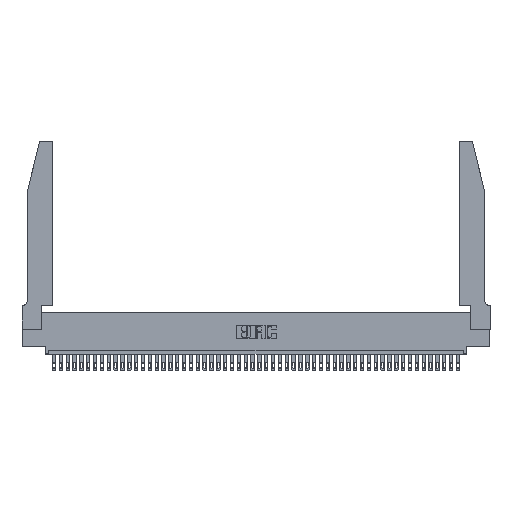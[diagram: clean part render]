
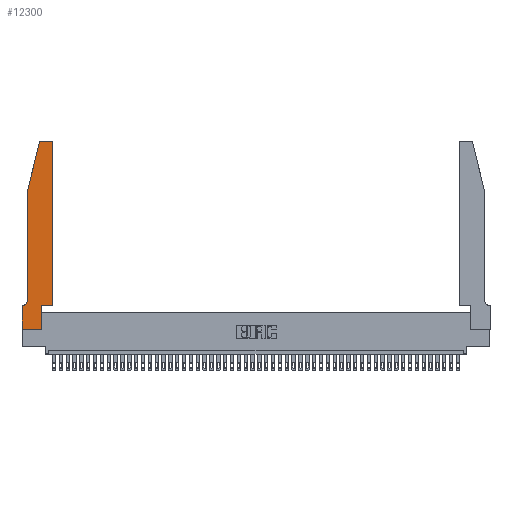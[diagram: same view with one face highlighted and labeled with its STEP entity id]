
A CAD part, top view. The second image highlights one B-rep face of the part: STEP entity #12300.
In plain terms, the highlighted planar face has unit normal (0, 0, 1).
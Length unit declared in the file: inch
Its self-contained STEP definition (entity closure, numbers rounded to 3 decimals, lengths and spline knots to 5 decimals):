
#125 = EDGE_CURVE ( 'NONE', #4628, #35345, #14053, .T. ) ;
#759 = ORIENTED_EDGE ( 'NONE', *, *, #28966, .T. ) ;
#825 = VECTOR ( 'NONE', #10967, 39.37008 ) ;
#1260 = DIRECTION ( 'NONE',  ( -1., 0., 0. ) ) ;
#2366 = ORIENTED_EDGE ( 'NONE', *, *, #11802, .T. ) ;
#3365 = VERTEX_POINT ( 'NONE', #3591 ) ;
#3591 = CARTESIAN_POINT ( 'NONE',  ( 0.0755, 2., 0.37 ) ) ;
#4628 = VERTEX_POINT ( 'NONE', #38677 ) ;
#5007 = AXIS2_PLACEMENT_3D ( 'NONE', #16726, #39336, #17683 ) ;
#5123 = VERTEX_POINT ( 'NONE', #37848 ) ;
#5401 = CARTESIAN_POINT ( 'NONE',  ( 0.4505, 0.35, 0.37 ) ) ;
#5567 = VECTOR ( 'NONE', #33437, 39.37008 ) ;
#5794 = CIRCLE ( 'NONE', #12650, 0.07 ) ;
#6382 = CARTESIAN_POINT ( 'NONE',  ( 0.4505, 0.35, 0.37 ) ) ;
#7684 = CARTESIAN_POINT ( 'NONE',  ( 0.0755, 0.35, 0.37 ) ) ;
#8342 = CARTESIAN_POINT ( 'NONE',  ( 0.2605, 2.75, 0.37 ) ) ;
#9095 = AXIS2_PLACEMENT_3D ( 'NONE', #16464, #38442, #42129 ) ;
#9521 = VERTEX_POINT ( 'NONE', #34169 ) ;
#10584 = DIRECTION ( 'NONE',  ( 0., 0., -1. ) ) ;
#10967 = DIRECTION ( 'NONE',  ( 0., 1., 0. ) ) ;
#11719 = CARTESIAN_POINT ( 'NONE',  ( 0., 0., 0.37 ) ) ;
#11802 = EDGE_CURVE ( 'NONE', #5123, #3365, #32468, .T. ) ;
#12044 = CARTESIAN_POINT ( 'NONE',  ( 0.4505, 0.35, 0.37 ) ) ;
#12300 = ADVANCED_FACE ( 'NONE', ( #16355 ), #21464, .T. ) ;
#12350 = CARTESIAN_POINT ( 'NONE',  ( 0.4505, 2.72, 0.37 ) ) ;
#12650 = AXIS2_PLACEMENT_3D ( 'NONE', #32512, #10584, #36217 ) ;
#12688 = ORIENTED_EDGE ( 'NONE', *, *, #33968, .T. ) ;
#13232 = CIRCLE ( 'NONE', #5007, 0.03 ) ;
#13481 = VECTOR ( 'NONE', #15000, 39.37008 ) ;
#14053 = LINE ( 'NONE', #7684, #13481 ) ;
#15000 = DIRECTION ( 'NONE',  ( -1., 0., 0. ) ) ;
#15094 = CARTESIAN_POINT ( 'NONE',  ( 0.2865, 0.35, 0.37 ) ) ;
#16355 = FACE_OUTER_BOUND ( 'NONE', #36871, .T. ) ;
#16464 = CARTESIAN_POINT ( 'NONE',  ( 0.284, 2.72, 0.37 ) ) ;
#16593 = CARTESIAN_POINT ( 'NONE',  ( 0.2865, 0.35, 0.37 ) ) ;
#16726 = CARTESIAN_POINT ( 'NONE',  ( 0.4205, 2.72, 0.37 ) ) ;
#17208 = EDGE_CURVE ( 'NONE', #26347, #43960, #24804, .T. ) ;
#17289 = CARTESIAN_POINT ( 'NONE',  ( 0.0755, 2., 0.37 ) ) ;
#17293 = LINE ( 'NONE', #35536, #28233 ) ;
#17683 = DIRECTION ( 'NONE',  ( 1., 0., 0. ) ) ;
#18039 = ORIENTED_EDGE ( 'NONE', *, *, #21966, .T. ) ;
#18778 = CARTESIAN_POINT ( 'NONE',  ( 0.0755, 2., 0.37 ) ) ;
#18939 = DIRECTION ( 'NONE',  ( 1., 0., 0. ) ) ;
#19403 = VECTOR ( 'NONE', #1260, 39.37008 ) ;
#19947 = DIRECTION ( 'NONE',  ( 0., 1., 0. ) ) ;
#20471 = ORIENTED_EDGE ( 'NONE', *, *, #125, .T. ) ;
#21076 = CARTESIAN_POINT ( 'NONE',  ( 0., 0.35, 0.37 ) ) ;
#21159 = EDGE_CURVE ( 'NONE', #30386, #33560, #13232, .T. ) ;
#21384 = ORIENTED_EDGE ( 'NONE', *, *, #42569, .T. ) ;
#21464 = PLANE ( 'NONE',  #36322 ) ;
#21745 = VERTEX_POINT ( 'NONE', #11719 ) ;
#21921 = CARTESIAN_POINT ( 'NONE',  ( 0., 0.35, 0.37 ) ) ;
#21966 = EDGE_CURVE ( 'NONE', #33560, #25341, #42403, .T. ) ;
#23781 = ORIENTED_EDGE ( 'NONE', *, *, #23801, .T. ) ;
#23801 = EDGE_CURVE ( 'NONE', #25341, #5123, #30163, .T. ) ;
#24138 = LINE ( 'NONE', #5401, #30406 ) ;
#24804 = LINE ( 'NONE', #12044, #30464 ) ;
#25290 = DIRECTION ( 'NONE',  ( 0., 0., 1. ) ) ;
#25341 = VERTEX_POINT ( 'NONE', #45446 ) ;
#26331 = ORIENTED_EDGE ( 'NONE', *, *, #42153, .T. ) ;
#26347 = VERTEX_POINT ( 'NONE', #16593 ) ;
#26478 = CARTESIAN_POINT ( 'NONE',  ( 0., 0., 0.37 ) ) ;
#28233 = VECTOR ( 'NONE', #36015, 39.37008 ) ;
#28312 = ORIENTED_EDGE ( 'NONE', *, *, #17208, .T. ) ;
#28571 = VECTOR ( 'NONE', #37577, 39.37008 ) ;
#28827 = CARTESIAN_POINT ( 'NONE',  ( 0.4205, 2.75, 0.37 ) ) ;
#28966 = EDGE_CURVE ( 'NONE', #21745, #31488, #39465, .T. ) ;
#29469 = DIRECTION ( 'NONE',  ( 1., 0., 0. ) ) ;
#30163 = CIRCLE ( 'NONE', #9095, 0.03 ) ;
#30386 = VERTEX_POINT ( 'NONE', #12350 ) ;
#30406 = VECTOR ( 'NONE', #19947, 39.37008 ) ;
#30464 = VECTOR ( 'NONE', #18939, 39.37008 ) ;
#31132 = ORIENTED_EDGE ( 'NONE', *, *, #35269, .T. ) ;
#31488 = VERTEX_POINT ( 'NONE', #31643 ) ;
#31643 = CARTESIAN_POINT ( 'NONE',  ( 0.2865, 0., 0.37 ) ) ;
#32468 = LINE ( 'NONE', #17289, #5567 ) ;
#32512 = CARTESIAN_POINT ( 'NONE',  ( 0.0055, 0.42, 0.37 ) ) ;
#33352 = VECTOR ( 'NONE', #44554, 39.37008 ) ;
#33437 = DIRECTION ( 'NONE',  ( -0.239, -0.971, 0. ) ) ;
#33560 = VERTEX_POINT ( 'NONE', #28827 ) ;
#33968 = EDGE_CURVE ( 'NONE', #35345, #21745, #17293, .T. ) ;
#34169 = CARTESIAN_POINT ( 'NONE',  ( 0.0755, 0.42, 0.37 ) ) ;
#34726 = LINE ( 'NONE', #15094, #825 ) ;
#35085 = ORIENTED_EDGE ( 'NONE', *, *, #21159, .T. ) ;
#35269 = EDGE_CURVE ( 'NONE', #43960, #30386, #24138, .T. ) ;
#35345 = VERTEX_POINT ( 'NONE', #21076 ) ;
#35536 = CARTESIAN_POINT ( 'NONE',  ( 0., 0., 0.37 ) ) ;
#36015 = DIRECTION ( 'NONE',  ( 0., -1., 0. ) ) ;
#36217 = DIRECTION ( 'NONE',  ( -1., 0., 0. ) ) ;
#36322 = AXIS2_PLACEMENT_3D ( 'NONE', #21921, #25290, #29469 ) ;
#36871 = EDGE_LOOP ( 'NONE', ( #18039, #23781, #2366, #26331, #21384, #20471, #12688, #759, #46243, #28312, #31132, #35085 ) ) ;
#37577 = DIRECTION ( 'NONE',  ( 1., 0., 0. ) ) ;
#37848 = CARTESIAN_POINT ( 'NONE',  ( 0.25487, 2.72718, 0.37 ) ) ;
#38442 = DIRECTION ( 'NONE',  ( 0., 0., 1. ) ) ;
#38677 = CARTESIAN_POINT ( 'NONE',  ( 0.0055, 0.35, 0.37 ) ) ;
#39336 = DIRECTION ( 'NONE',  ( 0., 0., 1. ) ) ;
#39465 = LINE ( 'NONE', #26478, #28571 ) ;
#42129 = DIRECTION ( 'NONE',  ( 1., 0., 0. ) ) ;
#42153 = EDGE_CURVE ( 'NONE', #3365, #9521, #43123, .T. ) ;
#42403 = LINE ( 'NONE', #8342, #19403 ) ;
#42569 = EDGE_CURVE ( 'NONE', #9521, #4628, #5794, .T. ) ;
#43123 = LINE ( 'NONE', #18778, #33352 ) ;
#43960 = VERTEX_POINT ( 'NONE', #6382 ) ;
#44554 = DIRECTION ( 'NONE',  ( 0., -1., 0. ) ) ;
#45446 = CARTESIAN_POINT ( 'NONE',  ( 0.284, 2.75, 0.37 ) ) ;
#46085 = EDGE_CURVE ( 'NONE', #31488, #26347, #34726, .T. ) ;
#46243 = ORIENTED_EDGE ( 'NONE', *, *, #46085, .T. ) ;
